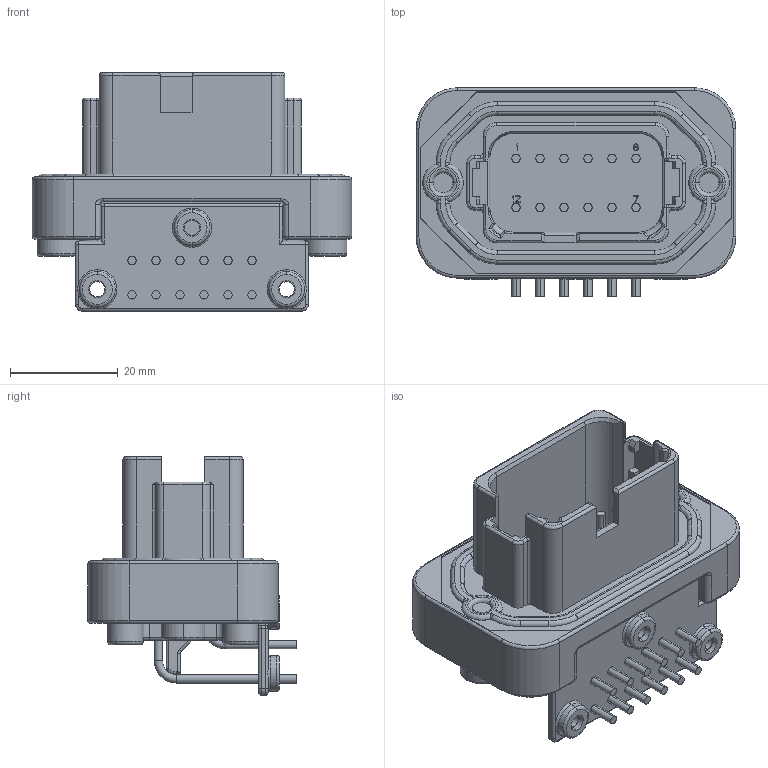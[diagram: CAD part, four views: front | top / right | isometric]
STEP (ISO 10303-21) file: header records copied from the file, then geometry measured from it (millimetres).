
FILE_DESCRIPTION((''),'2;1');
FILE_NAME('C-DT13-12PA-B016','2013-03-22T',('workeradm'),('Tyco Electronics Ltd.'),'PRO/ENGINEER BY PARAMETRIC TECHNOLOGY CORPORATION, 2010430','PRO/ENGINEER BY PARAMETRIC TECHNOLOGY CORPORATION, 2010430','');
FILE_SCHEMA(('AUTOMOTIVE_DESIGN { 1 0 10303 214 1 1 1 1 }'));
Length unit declared in the file: millimetre
Products named in the file (1): C-DT13-12PA-B016
Bounding box: 59.21 x 38.58 x 44.2 mm (x, y, z)
Volume: 28037.5 mm3; surface area: 15781.1 mm2
Topology: 1 solids, 1 shells, 793 faces, 1957 edges, 1218 vertices
Faces by surface type: cylinder 319, plane 314, torus 128, bspline 14, sphere 12, cone 6
Entity records: 30569 total; most frequent: CARTESIAN_POINT 11105, DIRECTION 4193, ORIENTED_EDGE 3914, EDGE_CURVE 1957, AXIS2_PLACEMENT_3D 1563, VERTEX_POINT 1218, VECTOR 1067, LINE 1067
